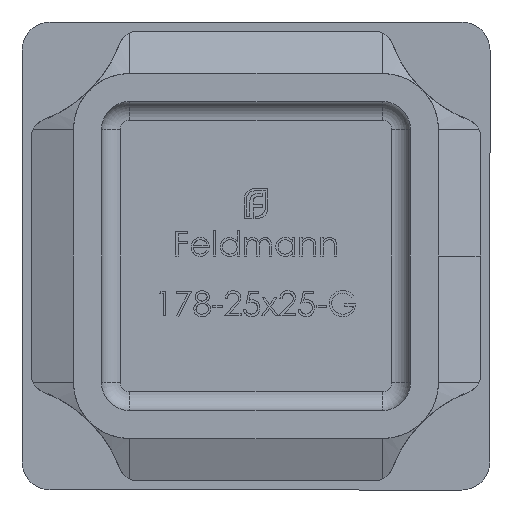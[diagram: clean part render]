
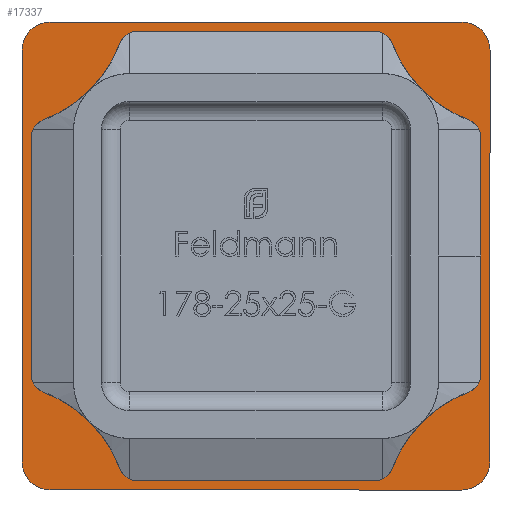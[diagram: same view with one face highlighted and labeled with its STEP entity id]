
A CAD part, front view. The second image highlights one B-rep face of the part: STEP entity #17337.
In plain terms, the highlighted planar face has unit normal (0, -1, 0).
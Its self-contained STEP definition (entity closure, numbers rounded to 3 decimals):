
#118 = CARTESIAN_POINT ( 'NONE',  ( -11., 0., 12.5 ) ) ;
#137 = VECTOR ( 'NONE', #16127, 1000. ) ;
#250 = LINE ( 'NONE', #15922, #16544 ) ;
#295 = PLANE ( 'NONE',  #20058 ) ;
#573 = EDGE_CURVE ( 'NONE', #12298, #3802, #10855, .T. ) ;
#823 = VERTEX_POINT ( 'NONE', #12866 ) ;
#1047 = DIRECTION ( 'NONE',  ( 0., -1., 0. ) ) ;
#1082 = EDGE_LOOP ( 'NONE', ( #15858, #11352, #16495, #16910, #2245, #18235, #9748, #13585 ) ) ;
#1119 = VECTOR ( 'NONE', #9818, 1000. ) ;
#1516 = EDGE_CURVE ( 'NONE', #13526, #10992, #5583, .T. ) ;
#1520 = LINE ( 'NONE', #19906, #12476 ) ;
#1624 = DIRECTION ( 'NONE',  ( 0., -1., 0. ) ) ;
#1781 = EDGE_CURVE ( 'NONE', #18348, #12298, #19349, .T. ) ;
#1885 = ORIENTED_EDGE ( 'NONE', *, *, #18032, .T. ) ;
#1903 = EDGE_CURVE ( 'NONE', #3802, #14842, #9875, .T. ) ;
#2005 = AXIS2_PLACEMENT_3D ( 'NONE', #18062, #1624, #6532 ) ;
#2245 = ORIENTED_EDGE ( 'NONE', *, *, #573, .F. ) ;
#2382 = CARTESIAN_POINT ( 'NONE',  ( -11., 0., -12.5 ) ) ;
#2479 = CARTESIAN_POINT ( 'NONE',  ( -6.75, 0., 9.75 ) ) ;
#2530 = FACE_OUTER_BOUND ( 'NONE', #9293, .T. ) ;
#2560 = VERTEX_POINT ( 'NONE', #2787 ) ;
#2565 = DIRECTION ( 'NONE',  ( 0., -1., 0. ) ) ;
#2620 = ORIENTED_EDGE ( 'NONE', *, *, #17945, .F. ) ;
#2627 = CARTESIAN_POINT ( 'NONE',  ( -6.75, 0., -9.75 ) ) ;
#2689 = AXIS2_PLACEMENT_3D ( 'NONE', #13218, #14854, #16490 ) ;
#2787 = CARTESIAN_POINT ( 'NONE',  ( 12.5, 0., 11. ) ) ;
#3043 = ORIENTED_EDGE ( 'NONE', *, *, #16978, .F. ) ;
#3174 = CIRCLE ( 'NONE', #20908, 3. ) ;
#3206 = DIRECTION ( 'NONE',  ( 0., -1., 0. ) ) ;
#3520 = CARTESIAN_POINT ( 'NONE',  ( 6.75, 0., 9.75 ) ) ;
#3802 = VERTEX_POINT ( 'NONE', #7177 ) ;
#4219 = VERTEX_POINT ( 'NONE', #2382 ) ;
#4540 = EDGE_CURVE ( 'NONE', #20915, #13526, #3174, .T. ) ;
#4746 = DIRECTION ( 'NONE',  ( 0., 0., 1. ) ) ;
#5079 = CARTESIAN_POINT ( 'NONE',  ( 6.75, 0., 6.75 ) ) ;
#5458 = DIRECTION ( 'NONE',  ( 0., -1., 0. ) ) ;
#5577 = CARTESIAN_POINT ( 'NONE',  ( -9.75, 0., -6.75 ) ) ;
#5583 = LINE ( 'NONE', #9887, #10435 ) ;
#5902 = EDGE_CURVE ( 'NONE', #10992, #19218, #20240, .T. ) ;
#6143 = EDGE_CURVE ( 'NONE', #2560, #12684, #6199, .T. ) ;
#6199 = LINE ( 'NONE', #11393, #1119 ) ;
#6532 = DIRECTION ( 'NONE',  ( 0., 0., 1. ) ) ;
#6630 = DIRECTION ( 'NONE',  ( 0., 0., 1. ) ) ;
#6640 = DIRECTION ( 'NONE',  ( 0., -1., 0. ) ) ;
#6695 = CARTESIAN_POINT ( 'NONE',  ( 11., 0., 11. ) ) ;
#6931 = LINE ( 'NONE', #13025, #14315 ) ;
#7177 = CARTESIAN_POINT ( 'NONE',  ( 6.75, 0., -9.75 ) ) ;
#7305 = DIRECTION ( 'NONE',  ( 0., 0., 1. ) ) ;
#7365 = VECTOR ( 'NONE', #7305, 1000. ) ;
#7687 = CIRCLE ( 'NONE', #17642, 1.5 ) ;
#7989 = EDGE_CURVE ( 'NONE', #19218, #18348, #13561, .T. ) ;
#8173 = DIRECTION ( 'NONE',  ( -1., 0., 0. ) ) ;
#8323 = DIRECTION ( 'NONE',  ( 0., 1., 0. ) ) ;
#8643 = EDGE_CURVE ( 'NONE', #9274, #11368, #6931, .T. ) ;
#8721 = CIRCLE ( 'NONE', #16990, 1.5 ) ;
#9247 = VECTOR ( 'NONE', #9256, 1000. ) ;
#9256 = DIRECTION ( 'NONE',  ( 0., 0., -1. ) ) ;
#9274 = VERTEX_POINT ( 'NONE', #118 ) ;
#9293 = EDGE_LOOP ( 'NONE', ( #3043, #1885, #10023, #16827, #9457, #16274, #2620, #12720 ) ) ;
#9340 = EDGE_CURVE ( 'NONE', #9274, #18840, #7687, .T. ) ;
#9457 = ORIENTED_EDGE ( 'NONE', *, *, #8643, .F. ) ;
#9748 = ORIENTED_EDGE ( 'NONE', *, *, #7989, .F. ) ;
#9818 = DIRECTION ( 'NONE',  ( 0., 0., -1. ) ) ;
#9875 = CIRCLE ( 'NONE', #2689, 3. ) ;
#9887 = CARTESIAN_POINT ( 'NONE',  ( -6.75, 0., 9.75 ) ) ;
#9974 = DIRECTION ( 'NONE',  ( 0., 0., 1. ) ) ;
#10023 = ORIENTED_EDGE ( 'NONE', *, *, #6143, .F. ) ;
#10147 = DIRECTION ( 'NONE',  ( -1., 0., 0. ) ) ;
#10435 = VECTOR ( 'NONE', #8173, 1000. ) ;
#10811 = CARTESIAN_POINT ( 'NONE',  ( 11., 0., -11. ) ) ;
#10855 = LINE ( 'NONE', #14471, #137 ) ;
#10992 = VERTEX_POINT ( 'NONE', #2479 ) ;
#11352 = ORIENTED_EDGE ( 'NONE', *, *, #4540, .F. ) ;
#11368 = VERTEX_POINT ( 'NONE', #16855 ) ;
#11393 = CARTESIAN_POINT ( 'NONE',  ( 12.5, 0., -12.5 ) ) ;
#11424 = CIRCLE ( 'NONE', #16700, 1.5 ) ;
#11456 = VERTEX_POINT ( 'NONE', #15287 ) ;
#11684 = EDGE_CURVE ( 'NONE', #14842, #20915, #250, .T. ) ;
#12019 = EDGE_CURVE ( 'NONE', #2560, #11368, #8721, .T. ) ;
#12192 = CARTESIAN_POINT ( 'NONE',  ( -6.75, 0., 6.75 ) ) ;
#12263 = DIRECTION ( 'NONE',  ( 0., 0., 1. ) ) ;
#12298 = VERTEX_POINT ( 'NONE', #2627 ) ;
#12463 = CARTESIAN_POINT ( 'NONE',  ( -9.75, 0., 6.75 ) ) ;
#12476 = VECTOR ( 'NONE', #10147, 1000. ) ;
#12684 = VERTEX_POINT ( 'NONE', #15126 ) ;
#12720 = ORIENTED_EDGE ( 'NONE', *, *, #20299, .T. ) ;
#12866 = CARTESIAN_POINT ( 'NONE',  ( -12.5, 0., -11. ) ) ;
#13025 = CARTESIAN_POINT ( 'NONE',  ( -12.5, 0., 12.5 ) ) ;
#13218 = CARTESIAN_POINT ( 'NONE',  ( 6.75, 0., -6.75 ) ) ;
#13304 = DIRECTION ( 'NONE',  ( 1., 0., 0. ) ) ;
#13526 = VERTEX_POINT ( 'NONE', #3520 ) ;
#13561 = LINE ( 'NONE', #12463, #9247 ) ;
#13585 = ORIENTED_EDGE ( 'NONE', *, *, #5902, .F. ) ;
#13929 = CIRCLE ( 'NONE', #17052, 1.5 ) ;
#13959 = CARTESIAN_POINT ( 'NONE',  ( -11., 0., -11. ) ) ;
#14155 = CARTESIAN_POINT ( 'NONE',  ( -9.75, 0., 6.75 ) ) ;
#14315 = VECTOR ( 'NONE', #13304, 1000. ) ;
#14471 = CARTESIAN_POINT ( 'NONE',  ( -6.75, 0., -9.75 ) ) ;
#14842 = VERTEX_POINT ( 'NONE', #20865 ) ;
#14854 = DIRECTION ( 'NONE',  ( 0., -1., 0. ) ) ;
#15126 = CARTESIAN_POINT ( 'NONE',  ( 12.5, 0., -11. ) ) ;
#15287 = CARTESIAN_POINT ( 'NONE',  ( 11., 0., -12.5 ) ) ;
#15406 = DIRECTION ( 'NONE',  ( 0., 0., 1. ) ) ;
#15840 = CARTESIAN_POINT ( 'NONE',  ( -12.5, 0., 11. ) ) ;
#15858 = ORIENTED_EDGE ( 'NONE', *, *, #1516, .F. ) ;
#15922 = CARTESIAN_POINT ( 'NONE',  ( 9.75, 0., 6.75 ) ) ;
#16127 = DIRECTION ( 'NONE',  ( 1., 0., 0. ) ) ;
#16274 = ORIENTED_EDGE ( 'NONE', *, *, #9340, .T. ) ;
#16490 = DIRECTION ( 'NONE',  ( 0., 0., -1. ) ) ;
#16495 = ORIENTED_EDGE ( 'NONE', *, *, #11684, .F. ) ;
#16522 = LINE ( 'NONE', #16922, #7365 ) ;
#16544 = VECTOR ( 'NONE', #4746, 1000. ) ;
#16695 = DIRECTION ( 'NONE',  ( 0., 0., 1. ) ) ;
#16700 = AXIS2_PLACEMENT_3D ( 'NONE', #10811, #1047, #17209 ) ;
#16827 = ORIENTED_EDGE ( 'NONE', *, *, #12019, .T. ) ;
#16855 = CARTESIAN_POINT ( 'NONE',  ( 11., 0., 12.5 ) ) ;
#16910 = ORIENTED_EDGE ( 'NONE', *, *, #1903, .F. ) ;
#16922 = CARTESIAN_POINT ( 'NONE',  ( -12.5, 0., -12.5 ) ) ;
#16978 = EDGE_CURVE ( 'NONE', #11456, #4219, #1520, .T. ) ;
#16990 = AXIS2_PLACEMENT_3D ( 'NONE', #6695, #3206, #6630 ) ;
#17052 = AXIS2_PLACEMENT_3D ( 'NONE', #13959, #2565, #12263 ) ;
#17209 = DIRECTION ( 'NONE',  ( 0., 0., 1. ) ) ;
#17337 = ADVANCED_FACE ( 'NONE', ( #18055, #2530 ), #295, .F. ) ;
#17642 = AXIS2_PLACEMENT_3D ( 'NONE', #19985, #5458, #16695 ) ;
#17897 = AXIS2_PLACEMENT_3D ( 'NONE', #12192, #18542, #15406 ) ;
#17945 = EDGE_CURVE ( 'NONE', #823, #18840, #16522, .T. ) ;
#17988 = CARTESIAN_POINT ( 'NONE',  ( 9.75, 0., 6.75 ) ) ;
#18032 = EDGE_CURVE ( 'NONE', #11456, #12684, #11424, .T. ) ;
#18055 = FACE_BOUND ( 'NONE', #1082, .T. ) ;
#18062 = CARTESIAN_POINT ( 'NONE',  ( -6.75, 0., -6.75 ) ) ;
#18106 = DIRECTION ( 'NONE',  ( 0., 0., 1. ) ) ;
#18235 = ORIENTED_EDGE ( 'NONE', *, *, #1781, .F. ) ;
#18236 = CARTESIAN_POINT ( 'NONE',  ( 0., 0., 0. ) ) ;
#18348 = VERTEX_POINT ( 'NONE', #5577 ) ;
#18542 = DIRECTION ( 'NONE',  ( 0., -1., 0. ) ) ;
#18840 = VERTEX_POINT ( 'NONE', #15840 ) ;
#19218 = VERTEX_POINT ( 'NONE', #14155 ) ;
#19349 = CIRCLE ( 'NONE', #2005, 3. ) ;
#19906 = CARTESIAN_POINT ( 'NONE',  ( -12.5, 0., -12.5 ) ) ;
#19985 = CARTESIAN_POINT ( 'NONE',  ( -11., 0., 11. ) ) ;
#20058 = AXIS2_PLACEMENT_3D ( 'NONE', #18236, #8323, #9974 ) ;
#20240 = CIRCLE ( 'NONE', #17897, 3. ) ;
#20299 = EDGE_CURVE ( 'NONE', #823, #4219, #13929, .T. ) ;
#20865 = CARTESIAN_POINT ( 'NONE',  ( 9.75, 0., -6.75 ) ) ;
#20908 = AXIS2_PLACEMENT_3D ( 'NONE', #5079, #6640, #18106 ) ;
#20915 = VERTEX_POINT ( 'NONE', #17988 ) ;
